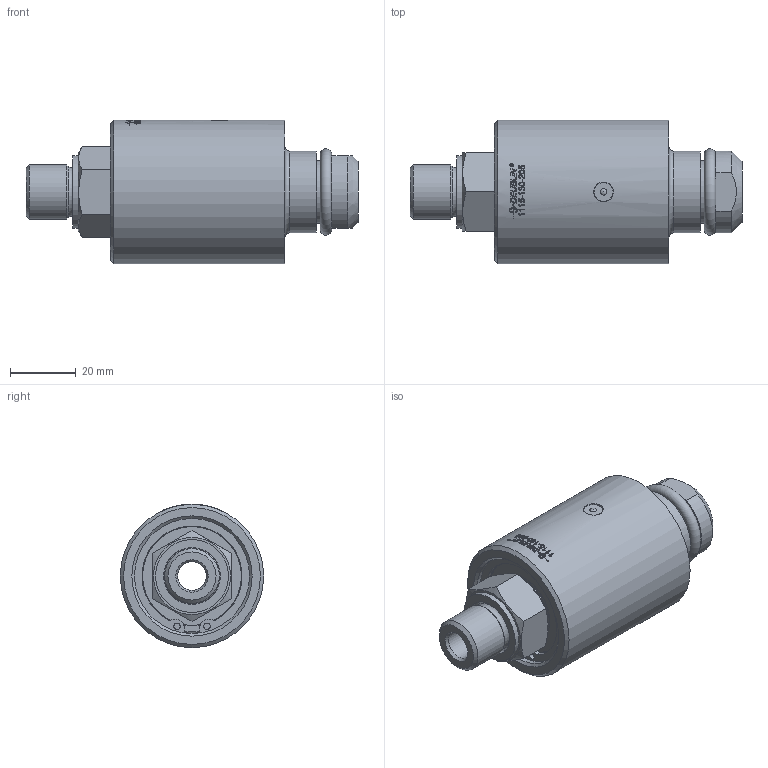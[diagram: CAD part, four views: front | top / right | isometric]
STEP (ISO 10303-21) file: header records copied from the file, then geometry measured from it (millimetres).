
FILE_DESCRIPTION(/* description */ (''),/* implementation_level */ '2;1');
FILE_NAME(/* name */ '1115-130-205-IC.stp',/* time_stamp */ '2020-05-14T10:37:15-05:00',/* author */ ('moorera'),/* organization */ (''),/* preprocessor_version */ 'ST-DEVELOPER v18.1',/* originating_system */ 'Autodesk Inventor 2020',/* authorisation */ '');
FILE_SCHEMA (('AUTOMOTIVE_DESIGN { 1 0 10303 214 3 1 1 }'));
Length unit declared in the file: millimetre
Products named in the file (1): 1115-130-205-IC
Bounding box: 101.24 x 43.74 x 43.74 mm (x, y, z)
Volume: 89984.4 mm3; surface area: 19677.5 mm2
Topology: 2 solids, 3 shells, 440 faces, 1198 edges, 803 vertices
Faces by surface type: plane 236, bspline 116, cylinder 66, cone 12, torus 9, sphere 1
Full cylindrical faces by diameter (mm): 1.981 x2, 4.88 x1, 4.9 x1, 5.75 x1, 6 x1, 8.7 x1, 11.199 x1, 16.66 x1, 17.3 x1, 19.225 x2, 19.96 x1, 21.675 x1, 22.2 x1, 24.95 x1, 30.125 x1, 30.4 x1, 35.08 x2, 37.25 x1, 43.74 x1
Entity records: 17977 total; most frequent: CARTESIAN_POINT 6942, ORIENTED_EDGE 2398, DIRECTION 2109, EDGE_CURVE 1199, AXIS2_PLACEMENT_3D 839, VERTEX_POINT 807, EDGE_LOOP 496, FACE_OUTER_BOUND 440
